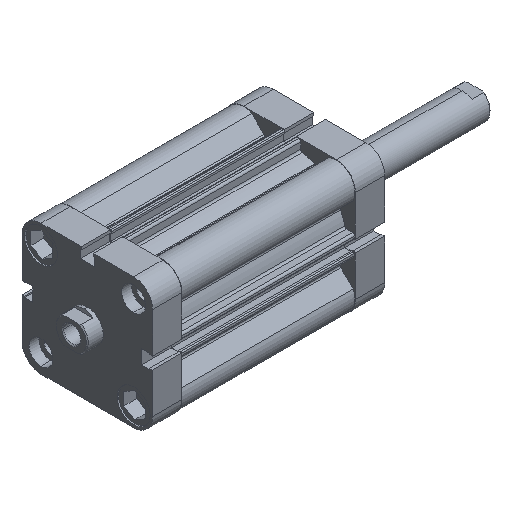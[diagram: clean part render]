
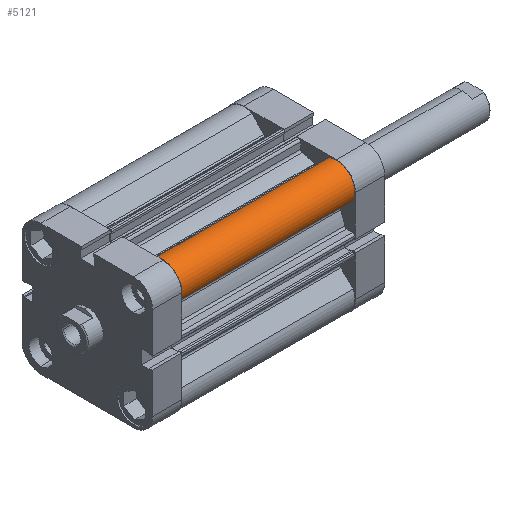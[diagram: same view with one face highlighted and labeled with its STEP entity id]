
A CAD part, isometric view. The second image highlights one B-rep face of the part: STEP entity #5121.
In plain terms, the highlighted cylindrical face has radius 9.25 mm (diameter 18.5 mm), a partial arc.
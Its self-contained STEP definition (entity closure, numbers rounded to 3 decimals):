
#240 = CARTESIAN_POINT ( 'NONE',  ( 19.184, -31.559, 87. ) ) ;
#326 = CARTESIAN_POINT ( 'NONE',  ( 19.184, -31.559, 0. ) ) ;
#328 = CARTESIAN_POINT ( 'NONE',  ( 31.559, -19.184, 87. ) ) ;
#349 = VERTEX_POINT ( 'NONE', #240 ) ;
#383 = DIRECTION ( 'NONE',  ( 0., 0., -1. ) ) ;
#538 = VERTEX_POINT ( 'NONE', #802 ) ;
#620 = CARTESIAN_POINT ( 'NONE',  ( 31.559, -19.184, 87. ) ) ;
#687 = VERTEX_POINT ( 'NONE', #620 ) ;
#704 = VERTEX_POINT ( 'NONE', #326 ) ;
#802 = CARTESIAN_POINT ( 'NONE',  ( 31.559, -19.184, 0. ) ) ;
#1133 = CARTESIAN_POINT ( 'NONE',  ( 19.184, -31.559, 87. ) ) ;
#1142 = DIRECTION ( 'NONE',  ( -1., 0., 0. ) ) ;
#1171 = CARTESIAN_POINT ( 'NONE',  ( 23.25, -23.25, 87. ) ) ;
#1201 = DIRECTION ( 'NONE',  ( 0., 0., 1. ) ) ;
#1226 = DIRECTION ( 'NONE',  ( 0., 0., -1. ) ) ;
#1251 = EDGE_CURVE ( 'NONE', #687, #538, #6805, .T. ) ;
#1321 = EDGE_CURVE ( 'NONE', #349, #704, #6927, .T. ) ;
#1335 = EDGE_CURVE ( 'NONE', #349, #687, #6963, .T. ) ;
#1590 = EDGE_CURVE ( 'NONE', #704, #538, #3130, .T. ) ;
#2319 = CARTESIAN_POINT ( 'NONE',  ( 23.25, -23.25, 0. ) ) ;
#2320 = DIRECTION ( 'NONE',  ( 0., 0., 1. ) ) ;
#2321 = DIRECTION ( 'NONE',  ( -1., 0., 0. ) ) ;
#3130 = CIRCLE ( 'NONE', #7449, 9.25 ) ;
#3870 = CYLINDRICAL_SURFACE ( 'NONE', #7702, 9.25 ) ;
#3873 = FACE_OUTER_BOUND ( 'NONE', #5643, .T. ) ;
#4425 = DIRECTION ( 'NONE',  ( 0., 0., -1. ) ) ;
#4428 = DIRECTION ( 'NONE',  ( -1., 0., 0. ) ) ;
#4433 = CARTESIAN_POINT ( 'NONE',  ( 23.25, -23.25, 87. ) ) ;
#5121 = ADVANCED_FACE ( 'NONE', ( #3873 ), #3870, .T. ) ;
#5643 = EDGE_LOOP ( 'NONE', ( #6236, #6237, #6238, #6239 ) ) ;
#6236 = ORIENTED_EDGE ( 'NONE', *, *, #1590, .T. ) ;
#6237 = ORIENTED_EDGE ( 'NONE', *, *, #1251, .F. ) ;
#6238 = ORIENTED_EDGE ( 'NONE', *, *, #1335, .F. ) ;
#6239 = ORIENTED_EDGE ( 'NONE', *, *, #1321, .T. ) ;
#6805 = LINE ( 'NONE', #328, #6806 ) ;
#6806 = VECTOR ( 'NONE', #383, 1000. ) ;
#6927 = LINE ( 'NONE', #1133, #6933 ) ;
#6933 = VECTOR ( 'NONE', #1226, 1000. ) ;
#6963 = CIRCLE ( 'NONE', #7355, 9.25 ) ;
#7355 = AXIS2_PLACEMENT_3D ( 'NONE', #1171, #1201, #1142 ) ;
#7449 = AXIS2_PLACEMENT_3D ( 'NONE', #2319, #2320, #2321 ) ;
#7702 = AXIS2_PLACEMENT_3D ( 'NONE', #4433, #4425, #4428 ) ;
